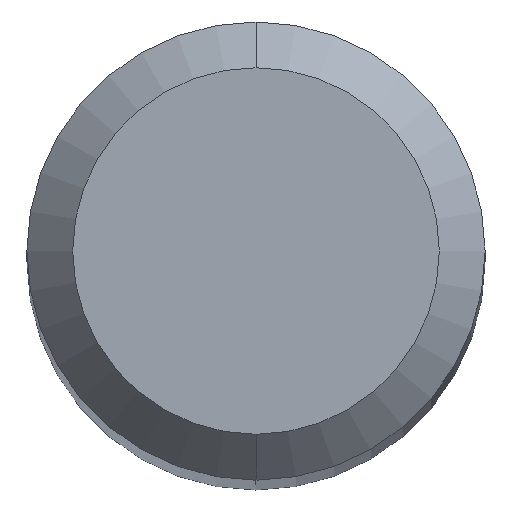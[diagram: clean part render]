
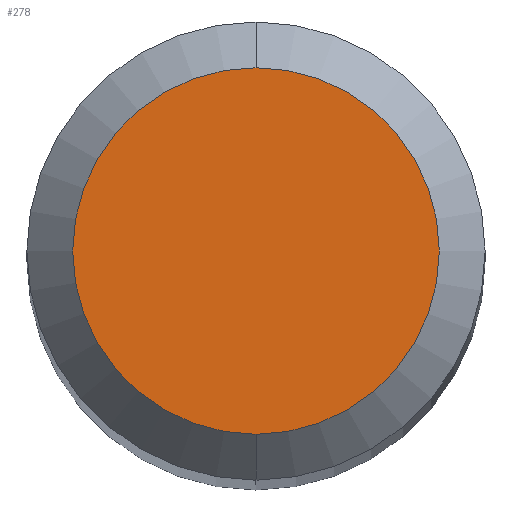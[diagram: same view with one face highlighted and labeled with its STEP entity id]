
A CAD part, top view. The second image highlights one B-rep face of the part: STEP entity #278.
In plain terms, the highlighted planar face has unit normal (0, 0, 1).
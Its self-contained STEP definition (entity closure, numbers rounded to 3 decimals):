
#2 = EDGE_CURVE ( 'NONE', #15, #135, #76, .T. ) ;
#15 = VERTEX_POINT ( 'NONE', #117 ) ;
#31 = AXIS2_PLACEMENT_3D ( 'NONE', #142, #235, #80 ) ;
#33 = CARTESIAN_POINT ( 'NONE',  ( 0., 1.2, 38. ) ) ;
#74 = EDGE_LOOP ( 'NONE', ( #156, #273 ) ) ;
#76 = CIRCLE ( 'NONE', #31, 1.2 ) ;
#80 = DIRECTION ( 'NONE',  ( 0., 1., 0. ) ) ;
#83 = EDGE_CURVE ( 'NONE', #135, #15, #201, .T. ) ;
#97 = DIRECTION ( 'NONE',  ( 0., 0., -1. ) ) ;
#106 = FACE_OUTER_BOUND ( 'NONE', #74, .T. ) ;
#117 = CARTESIAN_POINT ( 'NONE',  ( 0., -1.2, 38. ) ) ;
#135 = VERTEX_POINT ( 'NONE', #33 ) ;
#142 = CARTESIAN_POINT ( 'NONE',  ( 0., 0., 38. ) ) ;
#144 = CARTESIAN_POINT ( 'NONE',  ( 0., 0., 38. ) ) ;
#145 = AXIS2_PLACEMENT_3D ( 'NONE', #154, #265, #262 ) ;
#154 = CARTESIAN_POINT ( 'NONE',  ( 0., 0., 38. ) ) ;
#156 = ORIENTED_EDGE ( 'NONE', *, *, #83, .F. ) ;
#201 = CIRCLE ( 'NONE', #258, 1.2 ) ;
#210 = DIRECTION ( 'NONE',  ( 0., 1., 0. ) ) ;
#235 = DIRECTION ( 'NONE',  ( 0., 0., -1. ) ) ;
#258 = AXIS2_PLACEMENT_3D ( 'NONE', #144, #97, #210 ) ;
#262 = DIRECTION ( 'NONE',  ( 0., 1., 0. ) ) ;
#265 = DIRECTION ( 'NONE',  ( 0., 0., -1. ) ) ;
#273 = ORIENTED_EDGE ( 'NONE', *, *, #2, .F. ) ;
#278 = ADVANCED_FACE ( 'NONE', ( #106 ), #284, .F. ) ;
#284 = PLANE ( 'NONE',  #145 ) ;
